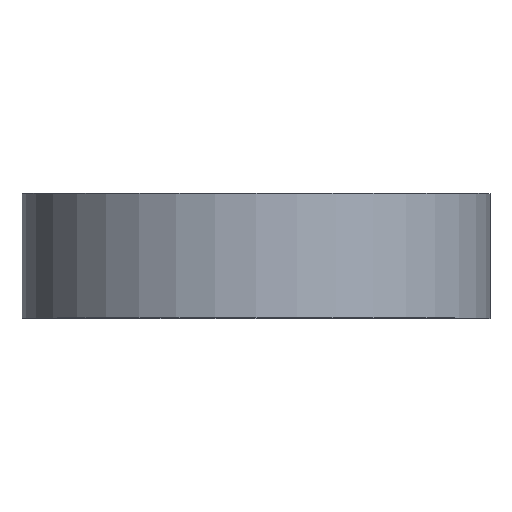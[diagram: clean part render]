
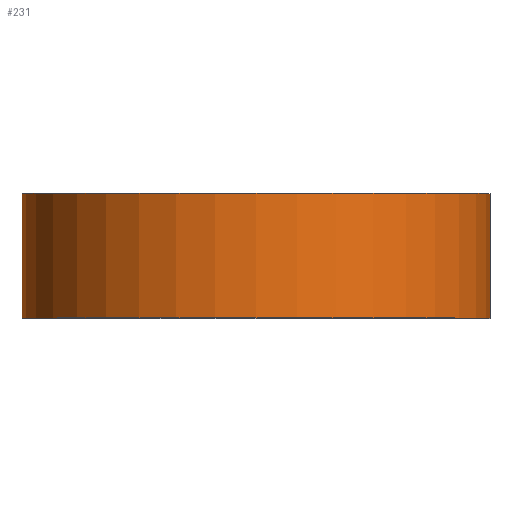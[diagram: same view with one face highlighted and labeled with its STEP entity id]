
A CAD part, top view. The second image highlights one B-rep face of the part: STEP entity #231.
In plain terms, the highlighted cylindrical face has radius 29.794 mm (diameter 59.588 mm), a partial arc.
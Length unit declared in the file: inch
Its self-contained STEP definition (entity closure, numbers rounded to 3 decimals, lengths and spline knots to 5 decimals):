
#17 = CARTESIAN_POINT ( 'NONE',  ( 0., 0.3125, 0. ) ) ;
#24 = ORIENTED_EDGE ( 'NONE', *, *, #83, .F. ) ;
#52 = VERTEX_POINT ( 'NONE', #539 ) ;
#68 = DIRECTION ( 'NONE',  ( 1., 0., 0. ) ) ;
#79 = EDGE_LOOP ( 'NONE', ( #523, #631, #24, #137 ) ) ;
#83 = EDGE_CURVE ( 'NONE', #52, #493, #562, .T. ) ;
#118 = DIRECTION ( 'NONE',  ( 0., 1., 0. ) ) ;
#129 = CARTESIAN_POINT ( 'NONE',  ( 0., -0.3125, 0. ) ) ;
#137 = ORIENTED_EDGE ( 'NONE', *, *, #518, .T. ) ;
#142 = FACE_OUTER_BOUND ( 'NONE', #79, .T. ) ;
#151 = CARTESIAN_POINT ( 'NONE',  ( 0., 0.3125, 0. ) ) ;
#224 = CARTESIAN_POINT ( 'NONE',  ( 0., -0.3125, -1.173 ) ) ;
#230 = VECTOR ( 'NONE', #423, 39.37008 ) ;
#231 = ADVANCED_FACE ( 'NONE', ( #142 ), #649, .T. ) ;
#247 = LINE ( 'NONE', #312, #230 ) ;
#312 = CARTESIAN_POINT ( 'NONE',  ( 0., 0.3125, -1.173 ) ) ;
#339 = CIRCLE ( 'NONE', #466, 1.173 ) ;
#359 = EDGE_CURVE ( 'NONE', #493, #656, #572, .T. ) ;
#369 = DIRECTION ( 'NONE',  ( 0., 0., -1. ) ) ;
#373 = DIRECTION ( 'NONE',  ( 1., 0., 0. ) ) ;
#377 = CARTESIAN_POINT ( 'NONE',  ( 1.173, 0.3125, 0. ) ) ;
#393 = CARTESIAN_POINT ( 'NONE',  ( 1.173, -0.3125, 0. ) ) ;
#423 = DIRECTION ( 'NONE',  ( 0., -1., 0. ) ) ;
#466 = AXIS2_PLACEMENT_3D ( 'NONE', #129, #118, #68 ) ;
#493 = VERTEX_POINT ( 'NONE', #377 ) ;
#499 = AXIS2_PLACEMENT_3D ( 'NONE', #151, #502, #373 ) ;
#502 = DIRECTION ( 'NONE',  ( 0., 1., 0. ) ) ;
#518 = EDGE_CURVE ( 'NONE', #52, #640, #247, .T. ) ;
#523 = ORIENTED_EDGE ( 'NONE', *, *, #660, .T. ) ;
#539 = CARTESIAN_POINT ( 'NONE',  ( 0., 0.3125, -1.173 ) ) ;
#562 = CIRCLE ( 'NONE', #499, 1.173 ) ;
#570 = AXIS2_PLACEMENT_3D ( 'NONE', #17, #574, #369 ) ;
#572 = LINE ( 'NONE', #611, #613 ) ;
#574 = DIRECTION ( 'NONE',  ( 0., -1., 0. ) ) ;
#611 = CARTESIAN_POINT ( 'NONE',  ( 1.173, 0.3125, 0. ) ) ;
#613 = VECTOR ( 'NONE', #683, 39.37008 ) ;
#631 = ORIENTED_EDGE ( 'NONE', *, *, #359, .F. ) ;
#640 = VERTEX_POINT ( 'NONE', #224 ) ;
#649 = CYLINDRICAL_SURFACE ( 'NONE', #570, 1.173 ) ;
#656 = VERTEX_POINT ( 'NONE', #393 ) ;
#660 = EDGE_CURVE ( 'NONE', #640, #656, #339, .T. ) ;
#683 = DIRECTION ( 'NONE',  ( 0., -1., 0. ) ) ;
